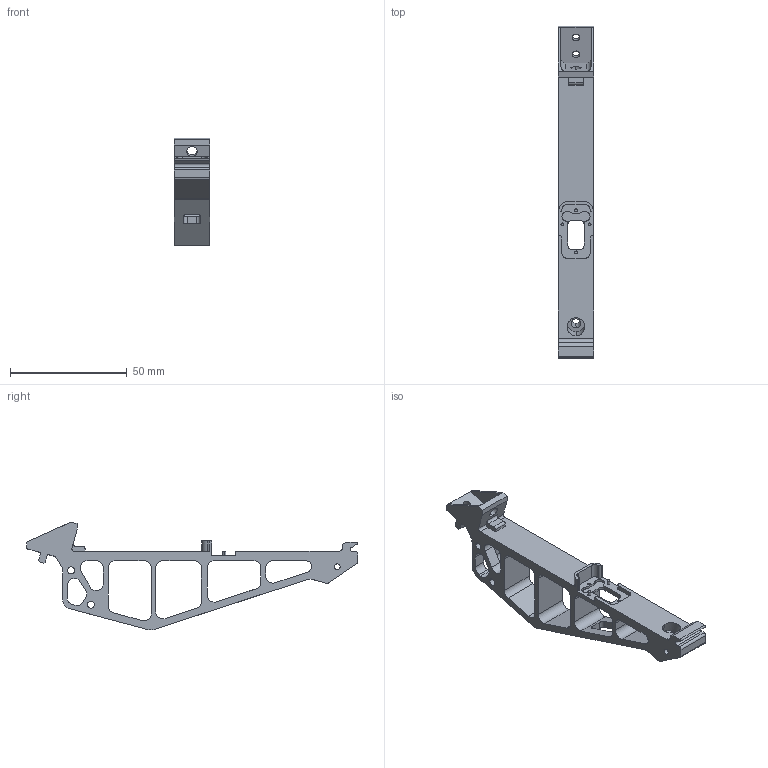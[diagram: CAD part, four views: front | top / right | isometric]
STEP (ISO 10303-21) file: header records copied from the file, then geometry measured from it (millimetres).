
FILE_DESCRIPTION((''),'2;1');
FILE_NAME('ARMOR_FIXING_FRAME_SPECIAL-V1','2018-10-19T',('darren.he'),(''),'CREO PARAMETRIC BY PTC INC, 2017480','CREO PARAMETRIC BY PTC INC, 2017480','');
FILE_SCHEMA(('CONFIG_CONTROL_DESIGN'));
Length unit declared in the file: millimetre
Products named in the file (1): ARMOR_FIXING_FRAME_SPECIAL-V1
Bounding box: 15 x 142.18 x 46.2 mm (x, y, z)
Volume: 19470.6 mm3; surface area: 14672.2 mm2
Topology: 1 solids, 1 shells, 213 faces, 619 edges, 411 vertices
Faces by surface type: cylinder 109, plane 104
Entity records: 9454 total; most frequent: CARTESIAN_POINT 1341, DIRECTION 1238, ORIENTED_EDGE 1238, PRESENTATION_STYLE_ASSIGNMENT 620, STYLED_ITEM 620, CURVE_STYLE 619, EDGE_CURVE 619, AXIS2_PLACEMENT_3D 420
